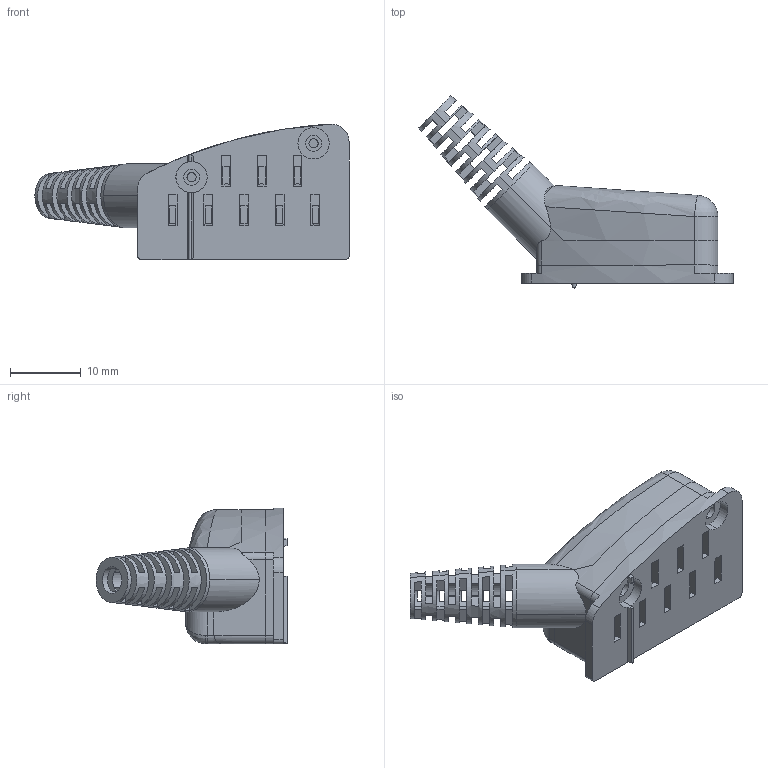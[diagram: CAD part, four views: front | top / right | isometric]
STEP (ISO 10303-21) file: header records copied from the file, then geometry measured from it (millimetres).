
FILE_DESCRIPTION (( 'STEP AP214' ), '1' );
FILE_NAME ('splug2.step', '2004-04-18T00:26:13', ( 'oded' ), ( 'BNC' ), 'SwSTEP 2.0', 'SolidWorks 2000104', '' );
FILE_SCHEMA (( 'AUTOMOTIVE_DESIGN' ));
Length unit declared in the file: metre
Products named in the file (5): 6; 7; 8; 9; 10
Assembly tree (4 placements, depth 2):
  10
    6
    7
    8
    9
Bounding box: 44.26 x 27.03 x 19.11 mm (x, y, z)
Volume: 3774.9 mm3; surface area: 6135.4 mm2
Topology: 4 solids, 4 shells, 386 faces, 1147 edges, 749 vertices
Faces by surface type: plane 248, cylinder 110, sphere 17, cone 5, bspline 5, torus 1
Entity records: 15336 total; most frequent: CARTESIAN_POINT 4405, ORIENTED_EDGE 2248, DIRECTION 2127, EDGE_CURVE 1124, VERTEX_POINT 742, AXIS2_PLACEMENT_3D 722, LINE 683, VECTOR 683
